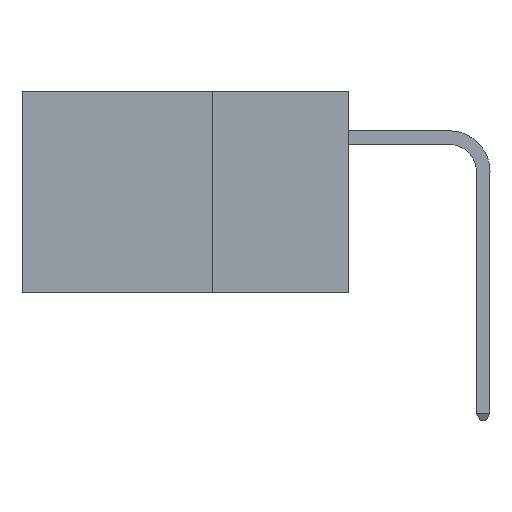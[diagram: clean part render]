
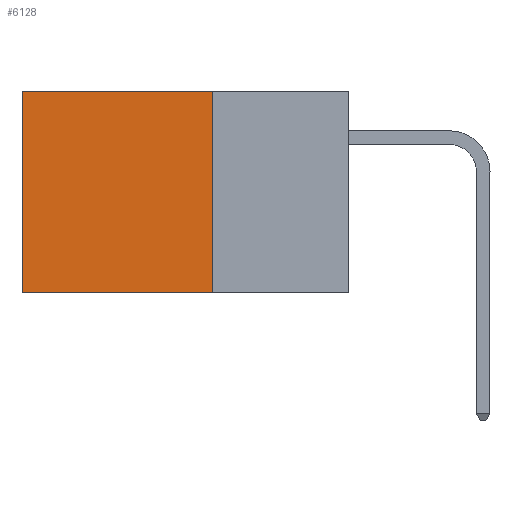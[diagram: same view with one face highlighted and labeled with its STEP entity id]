
A CAD part, left-side view. The second image highlights one B-rep face of the part: STEP entity #6128.
In plain terms, the highlighted planar face has unit normal (-1, 0, 0).
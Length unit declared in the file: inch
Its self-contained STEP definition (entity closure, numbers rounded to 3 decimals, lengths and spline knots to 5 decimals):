
#947 = ORIENTED_EDGE ( 'NONE', *, *, #14420, .F. ) ;
#1821 = ORIENTED_EDGE ( 'NONE', *, *, #13264, .T. ) ;
#1832 = LINE ( 'NONE', #9984, #5715 ) ;
#2954 = CARTESIAN_POINT ( 'NONE',  ( 0.2875, 0.25, 0. ) ) ;
#3860 = EDGE_CURVE ( 'NONE', #4081, #13067, #1832, .T. ) ;
#3974 = LINE ( 'NONE', #4030, #16462 ) ;
#4030 = CARTESIAN_POINT ( 'NONE',  ( 0.2875, 0.25, 0. ) ) ;
#4081 = VERTEX_POINT ( 'NONE', #10543 ) ;
#4270 = CARTESIAN_POINT ( 'NONE',  ( 0.2875, 0.6, -0.37 ) ) ;
#5049 = CARTESIAN_POINT ( 'NONE',  ( 0.2875, 0.6, 0. ) ) ;
#5671 = DIRECTION ( 'NONE',  ( 0., 1., 0. ) ) ;
#5715 = VECTOR ( 'NONE', #13263, 39.37008 ) ;
#6128 = ADVANCED_FACE ( 'NONE', ( #12366 ), #19256, .F. ) ;
#6966 = LINE ( 'NONE', #16083, #10278 ) ;
#8399 = ORIENTED_EDGE ( 'NONE', *, *, #19672, .T. ) ;
#9554 = DIRECTION ( 'NONE',  ( 1., 0., 0. ) ) ;
#9984 = CARTESIAN_POINT ( 'NONE',  ( 0.2875, 0.25, 0. ) ) ;
#10278 = VECTOR ( 'NONE', #20866, 39.37008 ) ;
#10543 = CARTESIAN_POINT ( 'NONE',  ( 0.2875, 0.25, 0. ) ) ;
#10989 = VECTOR ( 'NONE', #11543, 39.37008 ) ;
#11543 = DIRECTION ( 'NONE',  ( 0., 0., -1. ) ) ;
#12366 = FACE_OUTER_BOUND ( 'NONE', #20831, .T. ) ;
#13067 = VERTEX_POINT ( 'NONE', #14851 ) ;
#13263 = DIRECTION ( 'NONE',  ( 0., 0., -1. ) ) ;
#13264 = EDGE_CURVE ( 'NONE', #4081, #17440, #3974, .T. ) ;
#13513 = ORIENTED_EDGE ( 'NONE', *, *, #3860, .F. ) ;
#14420 = EDGE_CURVE ( 'NONE', #13067, #15744, #6966, .T. ) ;
#14851 = CARTESIAN_POINT ( 'NONE',  ( 0.2875, 0.25, -0.37 ) ) ;
#15744 = VERTEX_POINT ( 'NONE', #4270 ) ;
#15841 = LINE ( 'NONE', #5049, #10989 ) ;
#16083 = CARTESIAN_POINT ( 'NONE',  ( 0.2875, 0.25, -0.37 ) ) ;
#16462 = VECTOR ( 'NONE', #5671, 39.37008 ) ;
#16758 = AXIS2_PLACEMENT_3D ( 'NONE', #2954, #9554, #20893 ) ;
#17440 = VERTEX_POINT ( 'NONE', #18485 ) ;
#18485 = CARTESIAN_POINT ( 'NONE',  ( 0.2875, 0.6, 0. ) ) ;
#19256 = PLANE ( 'NONE',  #16758 ) ;
#19672 = EDGE_CURVE ( 'NONE', #17440, #15744, #15841, .T. ) ;
#20831 = EDGE_LOOP ( 'NONE', ( #8399, #947, #13513, #1821 ) ) ;
#20866 = DIRECTION ( 'NONE',  ( 0., 1., 0. ) ) ;
#20893 = DIRECTION ( 'NONE',  ( 0., 0., -1. ) ) ;
